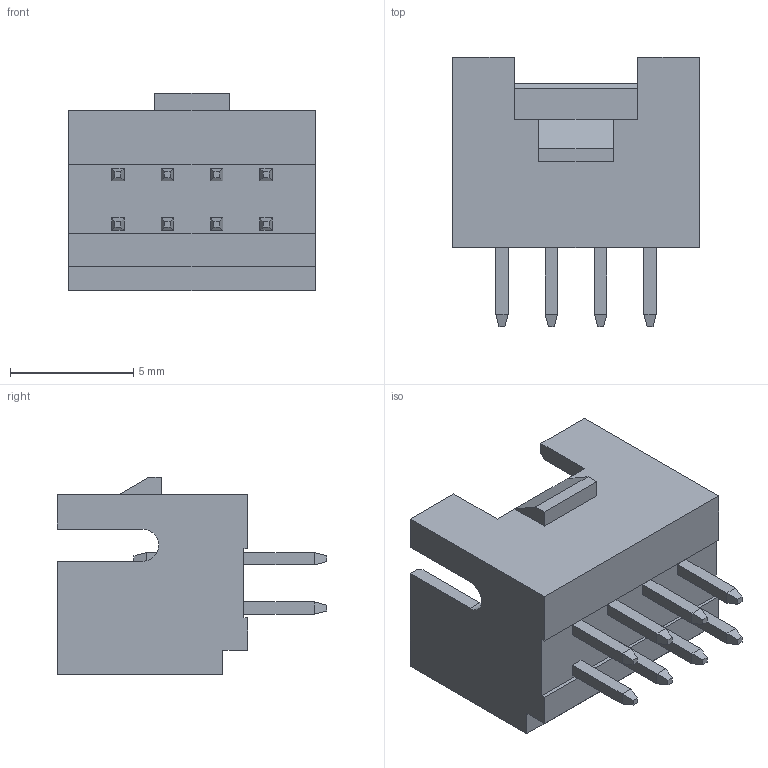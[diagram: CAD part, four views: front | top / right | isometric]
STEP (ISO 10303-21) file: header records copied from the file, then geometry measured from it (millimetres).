
FILE_DESCRIPTION((''),'2;1');
FILE_NAME('FWF20012-8P_ASM','2025-11-21T',('工程三'),(''),'PRO/ENGINEER BY PARAMETRIC TECHNOLOGY CORPORATION, 2010280','PRO/ENGINEER BY PARAMETRIC TECHNOLOGY CORPORATION, 2010280','');
FILE_SCHEMA(('CONFIG_CONTROL_DESIGN'));
Length unit declared in the file: millimetre
Products named in the file (1): FWF20012-8P_ASM
Bounding box: 10 x 10.9 x 8 mm (x, y, z)
Volume: 234.5 mm3; surface area: 637.2 mm2
Topology: 1 solids, 1 shells, 195 faces, 459 edges, 282 vertices
Faces by surface type: plane 193, cylinder 2
Entity records: 5419 total; most frequent: CARTESIAN_POINT 936, ORIENTED_EDGE 918, DIRECTION 853, EDGE_CURVE 459, VECTOR 455, LINE 455, VERTEX_POINT 282, EDGE_LOOP 211
